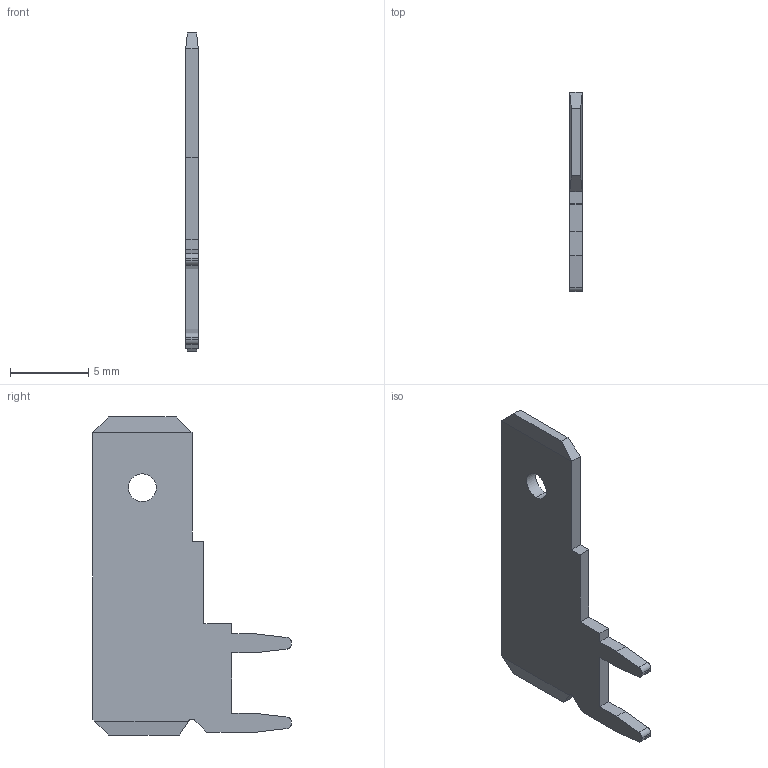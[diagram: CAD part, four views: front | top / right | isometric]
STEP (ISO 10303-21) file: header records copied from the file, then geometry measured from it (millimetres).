
FILE_DESCRIPTION((''),'2;1');
FILE_NAME('C-1217754-1','2014-01-21T',('workeradm'),('Tyco Electronics Ltd.'),'PRO/ENGINEER BY PARAMETRIC TECHNOLOGY CORPORATION, 2013050','PRO/ENGINEER BY PARAMETRIC TECHNOLOGY CORPORATION, 2013050','');
FILE_SCHEMA(('AUTOMOTIVE_DESIGN { 1 0 10303 214 1 1 1 1 }'));
Length unit declared in the file: millimetre
Products named in the file (1): C-1217754-1
Bounding box: 0.8 x 12.7 x 20.32 mm (x, y, z)
Volume: 122 mm3; surface area: 366.5 mm2
Topology: 1 solids, 1 shells, 37 faces, 101 edges, 66 vertices
Faces by surface type: plane 30, cylinder 7
Entity records: 1337 total; most frequent: CARTESIAN_POINT 206, ORIENTED_EDGE 202, DIRECTION 189, COLOUR_RGB 126, EDGE_CURVE 101, VECTOR 87, LINE 87, VERTEX_POINT 66
